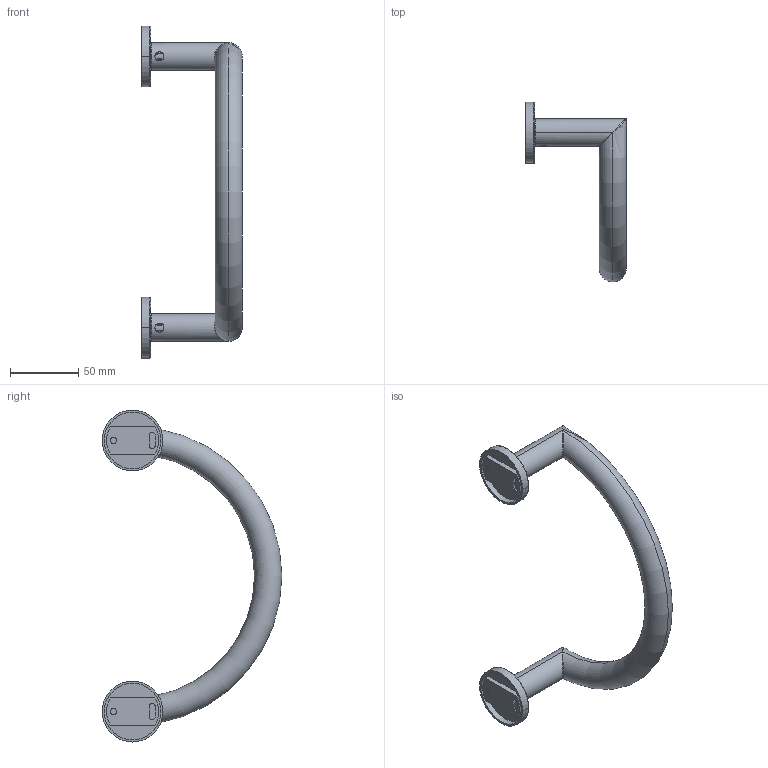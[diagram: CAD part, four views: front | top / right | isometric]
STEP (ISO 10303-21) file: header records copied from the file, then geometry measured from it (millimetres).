
FILE_DESCRIPTION((''),'2;1');
FILE_NAME('4605_ASM','2011-08-29T',('ravindrashirol'),(''),'PRO/ENGINEER BY PARAMETRIC TECHNOLOGY CORPORATION, 2009300','PRO/ENGINEER BY PARAMETRIC TECHNOLOGY CORPORATION, 2009300','');
FILE_SCHEMA(('CONFIG_CONTROL_DESIGN'));
Length unit declared in the file: inch
Products named in the file (8): 80601; 92418; 7-659_ASM; 40376; 7-680_ASM; 02XXG; 92461; 4605_ASM
Assembly tree (11 placements, depth 4):
  4605_ASM
    7-680_ASM
      7-659_ASM
        80601
        92418  x2
      40376  x2
    02XXG  x2
    92461  x2
Bounding box: 73.74 x 131.28 x 242.57 mm (x, y, z)
Volume: 44063.3 mm3; surface area: 99637 mm2
Topology: 9 solids, 14 shells, 600 faces, 1586 edges, 1028 vertices
Faces by surface type: plane 348, cylinder 148, cone 44, bspline 42, torus 18
Entity records: 17041 total; most frequent: CARTESIAN_POINT 9262, ORIENTED_EDGE 1643, DIRECTION 1426, EDGE_CURVE 830, VECTOR 546, LINE 546, VERTEX_POINT 532, AXIS2_PLACEMENT_3D 440
